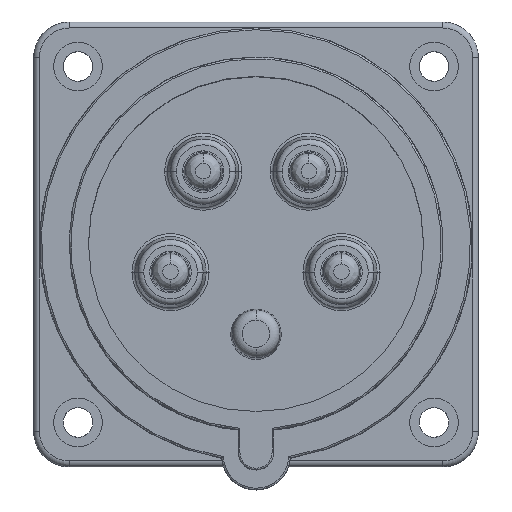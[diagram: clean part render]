
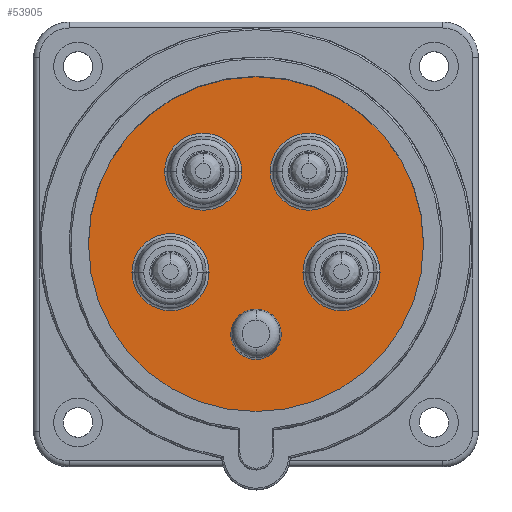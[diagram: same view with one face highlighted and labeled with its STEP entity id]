
A CAD part, top view. The second image highlights one B-rep face of the part: STEP entity #53905.
In plain terms, the highlighted face is planar.
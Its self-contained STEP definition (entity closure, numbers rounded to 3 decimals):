
#49875=CARTESIAN_POINT('',(0.,3.,0.));
#49876=DIRECTION('',(0.,-1.,0.));
#49877=DIRECTION('',(0.,0.,1.));
#49878=AXIS2_PLACEMENT_3D('',#49875,#49876,#49877);
#49880=CARTESIAN_POINT('',(0.,3.,0.));
#49881=DIRECTION('',(0.,-1.,0.));
#49882=DIRECTION('',(0.,0.,-1.));
#49883=AXIS2_PLACEMENT_3D('',#49880,#49881,#49882);
#49885=CARTESIAN_POINT('',(0.,3.,15.15));
#49886=DIRECTION('',(0.,1.,0.));
#49887=DIRECTION('',(-1.,0.,0.));
#49888=AXIS2_PLACEMENT_3D('',#49885,#49886,#49887);
#49890=CARTESIAN_POINT('',(0.,3.,15.15));
#49891=DIRECTION('',(0.,1.,0.));
#49892=DIRECTION('',(1.,0.,0.));
#49893=AXIS2_PLACEMENT_3D('',#49890,#49891,#49892);
#49895=CARTESIAN_POINT('',(14.409,3.,4.682));
#49896=DIRECTION('',(0.,1.,0.));
#49897=DIRECTION('',(-1.,0.,0.));
#49898=AXIS2_PLACEMENT_3D('',#49895,#49896,#49897);
#49900=CARTESIAN_POINT('',(14.409,3.,4.682));
#49901=DIRECTION('',(0.,1.,0.));
#49902=DIRECTION('',(1.,0.,0.));
#49903=AXIS2_PLACEMENT_3D('',#49900,#49901,#49902);
#49905=CARTESIAN_POINT('',(8.905,3.,-12.257));
#49906=DIRECTION('',(0.,1.,0.));
#49907=DIRECTION('',(-1.,0.,0.));
#49908=AXIS2_PLACEMENT_3D('',#49905,#49906,#49907);
#49910=CARTESIAN_POINT('',(8.905,3.,-12.257));
#49911=DIRECTION('',(0.,1.,0.));
#49912=DIRECTION('',(1.,0.,0.));
#49913=AXIS2_PLACEMENT_3D('',#49910,#49911,#49912);
#49915=CARTESIAN_POINT('',(-14.409,3.,4.682));
#49916=DIRECTION('',(0.,1.,0.));
#49917=DIRECTION('',(-1.,0.,0.));
#49918=AXIS2_PLACEMENT_3D('',#49915,#49916,#49917);
#49920=CARTESIAN_POINT('',(-14.409,3.,4.682));
#49921=DIRECTION('',(0.,1.,0.));
#49922=DIRECTION('',(1.,0.,0.));
#49923=AXIS2_PLACEMENT_3D('',#49920,#49921,#49922);
#49925=CARTESIAN_POINT('',(-8.905,3.,-12.257));
#49926=DIRECTION('',(0.,1.,0.));
#49927=DIRECTION('',(-1.,0.,0.));
#49928=AXIS2_PLACEMENT_3D('',#49925,#49926,#49927);
#49930=CARTESIAN_POINT('',(-8.905,3.,-12.257));
#49931=DIRECTION('',(0.,1.,0.));
#49932=DIRECTION('',(1.,0.,0.));
#49933=AXIS2_PLACEMENT_3D('',#49930,#49931,#49932);
#52467=CARTESIAN_POINT('',(20.909,3.,4.682));
#52468=CARTESIAN_POINT('',(7.909,3.,4.682));
#52469=VERTEX_POINT('',#52467);
#52470=VERTEX_POINT('',#52468);
#52471=CARTESIAN_POINT('',(0.,3.,28.25));
#52472=CARTESIAN_POINT('',(0.,3.,-28.25));
#52473=VERTEX_POINT('',#52471);
#52474=VERTEX_POINT('',#52472);
#52475=CARTESIAN_POINT('',(-4.,3.,15.15));
#52476=CARTESIAN_POINT('',(4.,3.,15.15));
#52477=VERTEX_POINT('',#52475);
#52478=VERTEX_POINT('',#52476);
#52479=CARTESIAN_POINT('',(2.405,3.,-12.257));
#52480=CARTESIAN_POINT('',(15.405,3.,-12.257));
#52481=VERTEX_POINT('',#52479);
#52482=VERTEX_POINT('',#52480);
#52483=CARTESIAN_POINT('',(-20.909,3.,4.682));
#52484=CARTESIAN_POINT('',(-7.909,3.,4.682));
#52485=VERTEX_POINT('',#52483);
#52486=VERTEX_POINT('',#52484);
#52487=CARTESIAN_POINT('',(-15.405,3.,-12.257));
#52488=CARTESIAN_POINT('',(-2.405,3.,-12.257));
#52489=VERTEX_POINT('',#52487);
#52490=VERTEX_POINT('',#52488);
#53865=CARTESIAN_POINT('',(0.,3.,0.));
#53866=DIRECTION('',(0.,-1.,0.));
#53867=DIRECTION('',(0.,0.,1.));
#53868=AXIS2_PLACEMENT_3D('',#53865,#53866,#53867);
#53869=PLANE('',#53868);
#53871=ORIENTED_EDGE('',*,*,#53870,.T.);
#53873=ORIENTED_EDGE('',*,*,#53872,.T.);
#53874=EDGE_LOOP('',(#53871,#53873));
#53875=FACE_OUTER_BOUND('',#53874,.F.);
#53877=ORIENTED_EDGE('',*,*,#53876,.T.);
#53879=ORIENTED_EDGE('',*,*,#53878,.T.);
#53880=EDGE_LOOP('',(#53877,#53879));
#53881=FACE_BOUND('',#53880,.F.);
#53883=ORIENTED_EDGE('',*,*,#53882,.T.);
#53884=ORIENTED_EDGE('',*,*,#53848,.T.);
#53885=EDGE_LOOP('',(#53883,#53884));
#53886=FACE_BOUND('',#53885,.F.);
#53888=ORIENTED_EDGE('',*,*,#53887,.T.);
#53890=ORIENTED_EDGE('',*,*,#53889,.T.);
#53891=EDGE_LOOP('',(#53888,#53890));
#53892=FACE_BOUND('',#53891,.F.);
#53894=ORIENTED_EDGE('',*,*,#53893,.T.);
#53896=ORIENTED_EDGE('',*,*,#53895,.T.);
#53897=EDGE_LOOP('',(#53894,#53896));
#53898=FACE_BOUND('',#53897,.F.);
#53900=ORIENTED_EDGE('',*,*,#53899,.T.);
#53902=ORIENTED_EDGE('',*,*,#53901,.T.);
#53903=EDGE_LOOP('',(#53900,#53902));
#53904=FACE_BOUND('',#53903,.F.);
#49879=CIRCLE('',#49878,28.25);
#49884=CIRCLE('',#49883,28.25);
#49889=CIRCLE('',#49888,4.);
#49894=CIRCLE('',#49893,4.);
#49899=CIRCLE('',#49898,6.5);
#49904=CIRCLE('',#49903,6.5);
#49909=CIRCLE('',#49908,6.5);
#49914=CIRCLE('',#49913,6.5);
#49919=CIRCLE('',#49918,6.5);
#49924=CIRCLE('',#49923,6.5);
#49929=CIRCLE('',#49928,6.5);
#49934=CIRCLE('',#49933,6.5);
#53848=EDGE_CURVE('',#52469,#52470,#49904,.T.);
#53870=EDGE_CURVE('',#52473,#52474,#49879,.T.);
#53872=EDGE_CURVE('',#52474,#52473,#49884,.T.);
#53876=EDGE_CURVE('',#52477,#52478,#49889,.T.);
#53878=EDGE_CURVE('',#52478,#52477,#49894,.T.);
#53882=EDGE_CURVE('',#52470,#52469,#49899,.T.);
#53887=EDGE_CURVE('',#52481,#52482,#49909,.T.);
#53889=EDGE_CURVE('',#52482,#52481,#49914,.T.);
#53893=EDGE_CURVE('',#52485,#52486,#49919,.T.);
#53895=EDGE_CURVE('',#52486,#52485,#49924,.T.);
#53899=EDGE_CURVE('',#52489,#52490,#49929,.T.);
#53901=EDGE_CURVE('',#52490,#52489,#49934,.T.);
#53905=ADVANCED_FACE('',(#53875,#53881,#53886,#53892,#53898,#53904),#53869,.F.);
